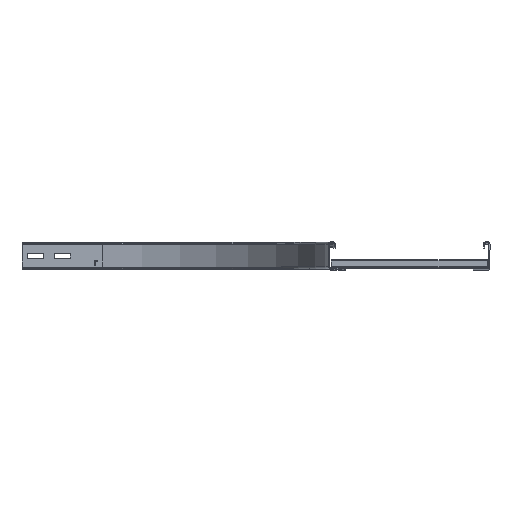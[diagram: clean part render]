
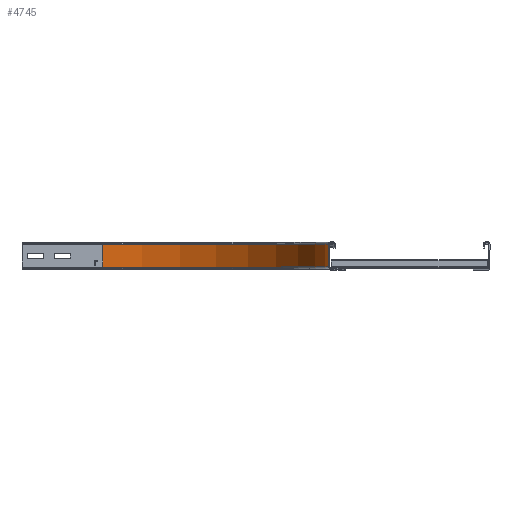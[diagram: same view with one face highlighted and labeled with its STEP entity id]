
A CAD part, top view. The second image highlights one B-rep face of the part: STEP entity #4745.
In plain terms, the highlighted cylindrical face has radius 420 mm (diameter 840 mm), a partial arc.
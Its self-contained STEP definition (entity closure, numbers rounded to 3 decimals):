
#156=CIRCLE('',#5156,420.);
#158=CIRCLE('',#5159,420.);
#256=CYLINDRICAL_SURFACE('',#5158,420.);
#338=FACE_OUTER_BOUND('',#630,.T.);
#630=EDGE_LOOP('',(#3300,#3301,#3302,#3303));
#991=LINE('',#7043,#1553);
#1012=LINE('',#7104,#1574);
#1553=VECTOR('',#5647,10.);
#1574=VECTOR('',#5712,10.);
#2098=VERTEX_POINT('',#7036);
#2100=VERTEX_POINT('',#7042);
#2117=VERTEX_POINT('',#7098);
#2118=VERTEX_POINT('',#7102);
#2523=EDGE_CURVE('',#2098,#2100,#991,.T.);
#2551=EDGE_CURVE('',#2117,#2098,#156,.T.);
#2553=EDGE_CURVE('',#2118,#2100,#158,.T.);
#2554=EDGE_CURVE('',#2117,#2118,#1012,.T.);
#3300=ORIENTED_EDGE('',*,*,#2523,.T.);
#3301=ORIENTED_EDGE('',*,*,#2553,.F.);
#3302=ORIENTED_EDGE('',*,*,#2554,.F.);
#3303=ORIENTED_EDGE('',*,*,#2551,.T.);
#4745=ADVANCED_FACE('',(#338),#256,.F.);
#5156=AXIS2_PLACEMENT_3D('',#7099,#5704,#5705);
#5158=AXIS2_PLACEMENT_3D('',#7101,#5708,#5709);
#5159=AXIS2_PLACEMENT_3D('',#7103,#5710,#5711);
#5647=DIRECTION('',(0.,1.,0.));
#5704=DIRECTION('center_axis',(0.,-1.,0.));
#5705=DIRECTION('ref_axis',(-1.,0.,0.));
#5708=DIRECTION('center_axis',(0.,-1.,0.));
#5709=DIRECTION('ref_axis',(-1.,0.,0.));
#5710=DIRECTION('center_axis',(0.,-1.,0.));
#5711=DIRECTION('ref_axis',(-1.,0.,0.));
#5712=DIRECTION('',(0.,1.,0.));
#7036=CARTESIAN_POINT('',(451.,4.,-420.));
#7042=CARTESIAN_POINT('',(451.,46.,-420.));
#7043=CARTESIAN_POINT('',(451.,46.,-420.));
#7098=CARTESIAN_POINT('',(31.,4.,0.));
#7099=CARTESIAN_POINT('Origin',(451.,4.,0.));
#7101=CARTESIAN_POINT('Origin',(451.,21.188,0.));
#7102=CARTESIAN_POINT('',(31.,46.,0.));
#7103=CARTESIAN_POINT('Origin',(451.,46.,0.));
#7104=CARTESIAN_POINT('',(31.,-27.524,0.));
